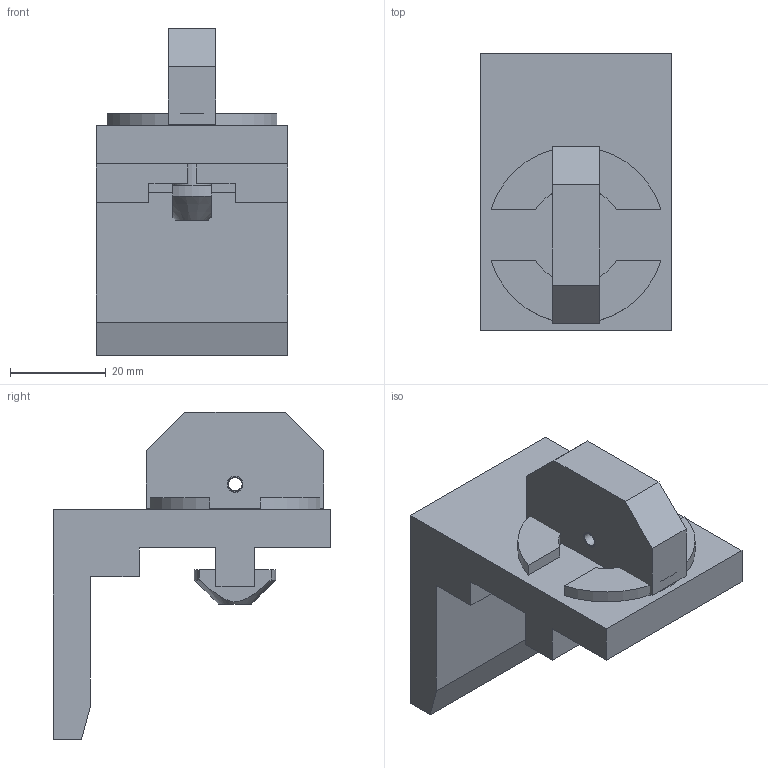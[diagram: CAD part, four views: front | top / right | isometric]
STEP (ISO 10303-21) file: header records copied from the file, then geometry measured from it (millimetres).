
FILE_DESCRIPTION(('STEP AP214'),'1');
FILE_NAME('FIXE00E2350 - Bride Equerre fixation de panneau KH 8 40x40 ep10mm Ral4010.stp','2025-07-22T07:56:55',(' '),(' '),'Spatial InterOp 3D',' ',' ');
FILE_SCHEMA(('AUTOMOTIVE_DESIGN { 1 0 10303 214 1 1 1 1 }'));
Length unit declared in the file: millimetre
Products named in the file (5): FIXE00E2350 - Bride Equerre fixation de panneau KH 8 40x40 ep10mm Ral4010; FIXE00E2314 - Bouton de manoeuvre; Goupille élastique mince 3 - 10; FIXE00E3927 - Lardon de serrage; FIXE00E3266 - Equerre de toit
Assembly tree (4 placements, depth 2):
  FIXE00E2350 - Bride Equerre fixation de panneau KH 8 40x40 ep10mm Ral4010
    FIXE00E2314 - Bouton de manoeuvre
    Goupille élastique mince 3 - 10
    FIXE00E3927 - Lardon de serrage
    FIXE00E3266 - Equerre de toit
Bounding box: 40 x 58 x 68.3 mm (x, y, z)
Volume: 44050.5 mm3; surface area: 15554.5 mm2
Topology: 4 solids, 4 shells, 71 faces, 177 edges, 116 vertices
Faces by surface type: plane 53, cylinder 13, cone 5
Full cylindrical faces by diameter (mm): 3 x3, 8 x1, 8.2 x1
Entity records: 3297 total; most frequent: CARTESIAN_POINT 445, DIRECTION 349, ORIENTED_EDGE 334, EDGE_CURVE 167, LINE 117, VECTOR 117, AXIS2_PLACEMENT_3D 116, VERTEX_POINT 112
